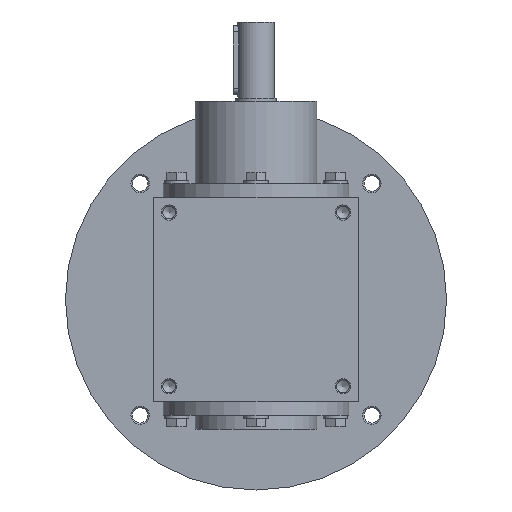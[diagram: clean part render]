
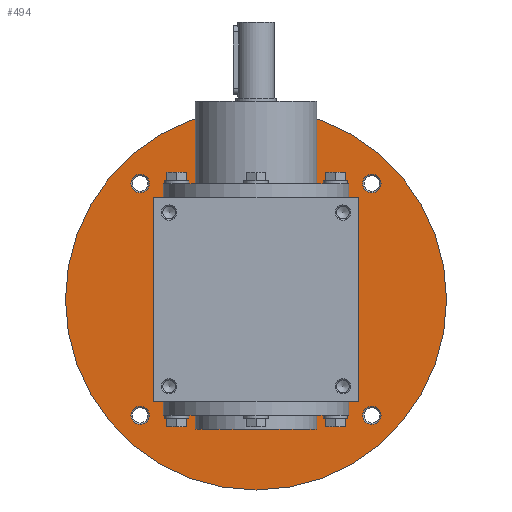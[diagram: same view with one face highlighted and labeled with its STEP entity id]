
A CAD part, left-side view. The second image highlights one B-rep face of the part: STEP entity #494.
In plain terms, the highlighted planar face has unit normal (-1, 0, 0).
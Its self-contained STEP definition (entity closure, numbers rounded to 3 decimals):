
#494 = ADVANCED_FACE( '', ( #1035, #1036, #1037, #1038, #1039, #1040 ), #1041, .F. );
#1035 = FACE_OUTER_BOUND( '', #1768, .T. );
#1036 = FACE_BOUND( '', #1769, .T. );
#1037 = FACE_BOUND( '', #1770, .T. );
#1038 = FACE_BOUND( '', #1771, .T. );
#1039 = FACE_BOUND( '', #1772, .T. );
#1040 = FACE_BOUND( '', #1773, .T. );
#1041 = PLANE( '', #1774 );
#1768 = EDGE_LOOP( '', ( #2664 ) );
#1769 = EDGE_LOOP( '', ( #2665 ) );
#1770 = EDGE_LOOP( '', ( #2666 ) );
#1771 = EDGE_LOOP( '', ( #2667 ) );
#1772 = EDGE_LOOP( '', ( #2668 ) );
#1773 = EDGE_LOOP( '', ( #2669 ) );
#1774 = AXIS2_PLACEMENT_3D( '', #2670, #2671, #2672 );
#2664 = ORIENTED_EDGE( '', *, *, #3875, .F. );
#2665 = ORIENTED_EDGE( '', *, *, #3709, .T. );
#2666 = ORIENTED_EDGE( '', *, *, #3876, .T. );
#2667 = ORIENTED_EDGE( '', *, *, #3877, .T. );
#2668 = ORIENTED_EDGE( '', *, *, #3878, .T. );
#2669 = ORIENTED_EDGE( '', *, *, #3879, .T. );
#2670 = CARTESIAN_POINT( '', ( 55., 50., 0. ) );
#2671 = DIRECTION( '', ( 1., 0., 0. ) );
#2672 = DIRECTION( '', ( 0., 0., -1. ) );
#3709 = EDGE_CURVE( '', #4252, #4252, #4253, .T. );
#3875 = EDGE_CURVE( '', #4524, #4524, #4525, .T. );
#3876 = EDGE_CURVE( '', #4526, #4526, #4527, .T. );
#3877 = EDGE_CURVE( '', #4528, #4528, #4529, .T. );
#3878 = EDGE_CURVE( '', #4530, #4530, #4531, .T. );
#3879 = EDGE_CURVE( '', #4532, #4532, #4533, .T. );
#4252 = VERTEX_POINT( '', #5007 );
#4253 = CIRCLE( '', #5008, 6. );
#4524 = VERTEX_POINT( '', #5362 );
#4525 = CIRCLE( '', #5363, 125. );
#4526 = VERTEX_POINT( '', #5364 );
#4527 = CIRCLE( '', #5365, 6. );
#4528 = VERTEX_POINT( '', #5366 );
#4529 = CIRCLE( '', #5367, 6. );
#4530 = VERTEX_POINT( '', #5368 );
#4531 = CIRCLE( '', #5369, 6. );
#4532 = VERTEX_POINT( '', #5370 );
#4533 = CIRCLE( '', #5371, 50. );
#5007 = CARTESIAN_POINT( '', ( 55., -76.014, 70.014 ) );
#5008 = AXIS2_PLACEMENT_3D( '', #5972, #5973, #5974 );
#5362 = CARTESIAN_POINT( '', ( 55., 0., -125. ) );
#5363 = AXIS2_PLACEMENT_3D( '', #6251, #6252, #6253 );
#5364 = CARTESIAN_POINT( '', ( 55., 76.014, -82.014 ) );
#5365 = AXIS2_PLACEMENT_3D( '', #6254, #6255, #6256 );
#5366 = CARTESIAN_POINT( '', ( 55., -76.014, -82.014 ) );
#5367 = AXIS2_PLACEMENT_3D( '', #6257, #6258, #6259 );
#5368 = CARTESIAN_POINT( '', ( 55., 76.014, 70.014 ) );
#5369 = AXIS2_PLACEMENT_3D( '', #6260, #6261, #6262 );
#5370 = CARTESIAN_POINT( '', ( 55., 0., -50. ) );
#5371 = AXIS2_PLACEMENT_3D( '', #6263, #6264, #6265 );
#5972 = CARTESIAN_POINT( '', ( 55., -76.014, 76.014 ) );
#5973 = DIRECTION( '', ( 1., 0., 0. ) );
#5974 = DIRECTION( '', ( 0., 0., -1. ) );
#6251 = CARTESIAN_POINT( '', ( 55., 0., 0. ) );
#6252 = DIRECTION( '', ( 1., 0., 0. ) );
#6253 = DIRECTION( '', ( 0., 0., -1. ) );
#6254 = CARTESIAN_POINT( '', ( 55., 76.014, -76.014 ) );
#6255 = DIRECTION( '', ( 1., 0., 0. ) );
#6256 = DIRECTION( '', ( 0., 0., -1. ) );
#6257 = CARTESIAN_POINT( '', ( 55., -76.014, -76.014 ) );
#6258 = DIRECTION( '', ( 1., 0., 0. ) );
#6259 = DIRECTION( '', ( 0., 0., -1. ) );
#6260 = CARTESIAN_POINT( '', ( 55., 76.014, 76.014 ) );
#6261 = DIRECTION( '', ( 1., 0., 0. ) );
#6262 = DIRECTION( '', ( 0., 0., -1. ) );
#6263 = CARTESIAN_POINT( '', ( 55., 0., 0. ) );
#6264 = DIRECTION( '', ( 1., 0., 0. ) );
#6265 = DIRECTION( '', ( 0., 0., -1. ) );
